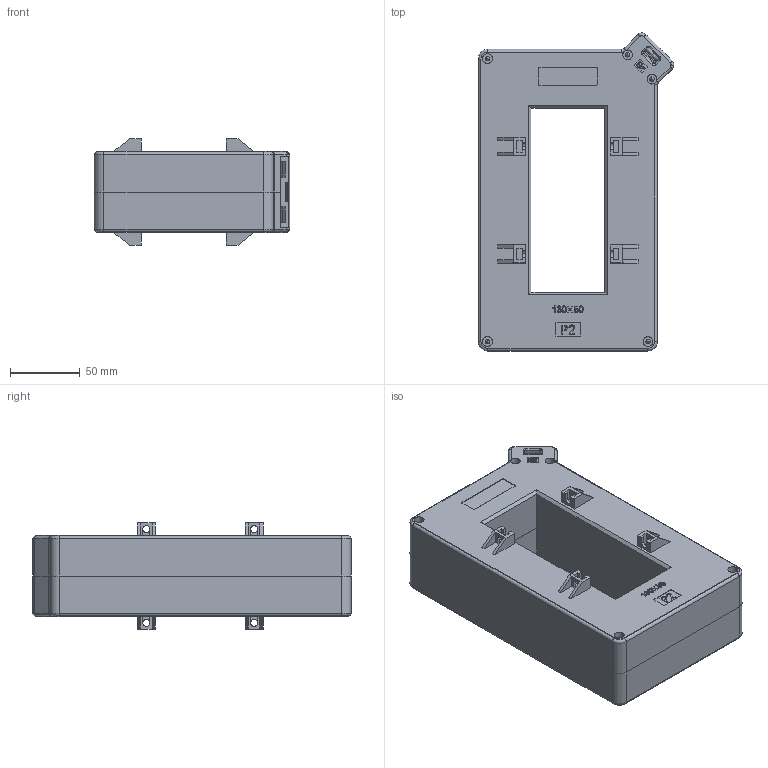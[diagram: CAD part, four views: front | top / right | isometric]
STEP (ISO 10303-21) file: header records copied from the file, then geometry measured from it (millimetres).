
FILE_DESCRIPTION (( 'STEP AP203' ), '1' );
FILE_NAME ('装配体130-50.STEP', '2025-06-17T14:06:17', ( '微软用户' ), ( '微软中国' ), 'SwSTEP 2.0', 'SolidWorks 2020', '' );
FILE_SCHEMA (( 'CONFIG_CONTROL_DESIGN' ));
Length unit declared in the file: millimetre
Products named in the file (9): 蚾饜极130-50; 130-50-P2; 猾裔6; 肣И璃5x10陔-1; 縐諶; 諉盄啣-1; 130-50-P1; 諉盄蹟佪3_ISO 7045 - M5 x 6 - Z --- 6S; cross recessed pan head tapping screws gb_GB_CROSS_SCREWS_TYPE128 ST2.9X13 H C-N
Assembly tree (15 placements, depth 2):
  蚾饜极130-50
    130-50-P1
    130-50-P2
    肣И璃5x10陔-1  x2
    諉盄啣-1  x2
    縐諶
    諉盄蹟佪3_ISO 7045 - M5 x 6 - Z --- 6S  x2
    猾裔6
    cross recessed pan head tapping screws gb_GB_CROSS_SCREWS_TYPE128 ST2.9X13 H C-N  x5
Bounding box: 140.78 x 228.78 x 76.4 mm (x, y, z)
Volume: 287000.3 mm3; surface area: 230414.8 mm2
Topology: 15 solids, 15 shells, 1335 faces, 3583 edges, 2316 vertices
Faces by surface type: plane 782, cylinder 308, bspline 148, torus 67, cone 16, sphere 14
Entity records: 46058 total; most frequent: CARTESIAN_POINT 16027, ORIENTED_EDGE 6294, DIRECTION 5543, EDGE_CURVE 3147, LINE 2147, VECTOR 2147, VERTEX_POINT 2048, AXIS2_PLACEMENT_3D 1698
